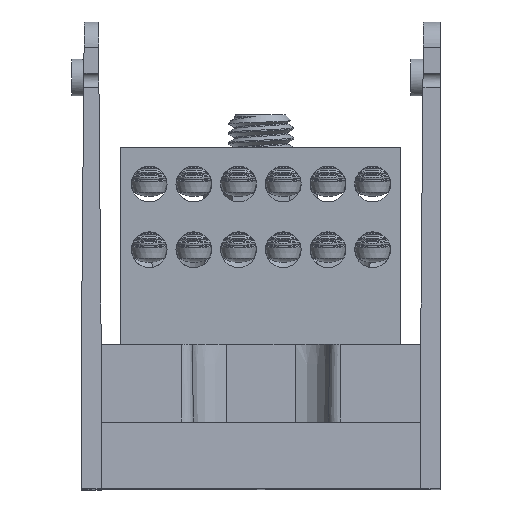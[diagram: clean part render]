
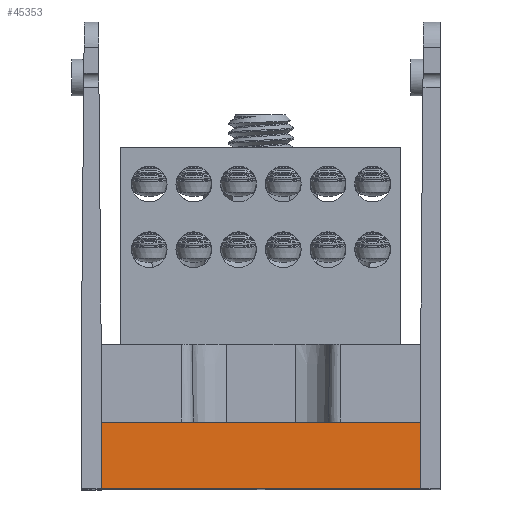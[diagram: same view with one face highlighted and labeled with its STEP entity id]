
A CAD part, top view. The second image highlights one B-rep face of the part: STEP entity #45353.
In plain terms, the highlighted planar face has unit normal (0, 0.035, 0.999).
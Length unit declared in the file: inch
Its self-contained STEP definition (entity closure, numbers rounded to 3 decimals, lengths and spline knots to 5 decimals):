
#67 = VERTEX_POINT ( 'NONE', #37251 ) ;
#428 = VECTOR ( 'NONE', #7154, 39.37008 ) ;
#3389 = CARTESIAN_POINT ( 'NONE',  ( -1.215, -1.85, 3. ) ) ;
#4041 = DIRECTION ( 'NONE',  ( 0., -0.999, 0.035 ) ) ;
#7154 = DIRECTION ( 'NONE',  ( 0., -0.999, 0.035 ) ) ;
#7281 = LINE ( 'NONE', #26907, #63708 ) ;
#8826 = DIRECTION ( 'NONE',  ( 0., -0.999, 0.035 ) ) ;
#17394 = CARTESIAN_POINT ( 'NONE',  ( 1.215, -1.85, 3. ) ) ;
#17999 = EDGE_LOOP ( 'NONE', ( #25169, #61217, #24447, #64221 ) ) ;
#19031 = PLANE ( 'NONE',  #52027 ) ;
#22037 = LINE ( 'NONE', #59054, #51314 ) ;
#22641 = CARTESIAN_POINT ( 'NONE',  ( 1.215, -1.35, 2.98254 ) ) ;
#24447 = ORIENTED_EDGE ( 'NONE', *, *, #46562, .T. ) ;
#25169 = ORIENTED_EDGE ( 'NONE', *, *, #41407, .F. ) ;
#26096 = DIRECTION ( 'NONE',  ( 1., 0., 0. ) ) ;
#26343 = VERTEX_POINT ( 'NONE', #17394 ) ;
#26907 = CARTESIAN_POINT ( 'NONE',  ( -1.215, -1.85, 3. ) ) ;
#31483 = CARTESIAN_POINT ( 'NONE',  ( -1.215, -1.85, 3. ) ) ;
#32054 = LINE ( 'NONE', #31483, #70821 ) ;
#35914 = EDGE_CURVE ( 'NONE', #67, #26343, #7281, .T. ) ;
#37251 = CARTESIAN_POINT ( 'NONE',  ( -1.215, -1.85, 3. ) ) ;
#38119 = DIRECTION ( 'NONE',  ( 1., 0., 0. ) ) ;
#40074 = CARTESIAN_POINT ( 'NONE',  ( 1.215, -1.85, 3. ) ) ;
#41407 = EDGE_CURVE ( 'NONE', #55427, #26343, #46518, .T. ) ;
#41814 = DIRECTION ( 'NONE',  ( 0., 0.035, 0.999 ) ) ;
#41884 = VERTEX_POINT ( 'NONE', #48205 ) ;
#45353 = ADVANCED_FACE ( 'NONE', ( #53395 ), #19031, .T. ) ;
#46518 = LINE ( 'NONE', #40074, #428 ) ;
#46562 = EDGE_CURVE ( 'NONE', #41884, #67, #32054, .T. ) ;
#48205 = CARTESIAN_POINT ( 'NONE',  ( -1.215, -1.35, 2.98254 ) ) ;
#51314 = VECTOR ( 'NONE', #26096, 39.37008 ) ;
#52027 = AXIS2_PLACEMENT_3D ( 'NONE', #3389, #41814, #8826 ) ;
#53395 = FACE_OUTER_BOUND ( 'NONE', #17999, .T. ) ;
#55427 = VERTEX_POINT ( 'NONE', #22641 ) ;
#59054 = CARTESIAN_POINT ( 'NONE',  ( -1.215, -1.35, 2.98254 ) ) ;
#61217 = ORIENTED_EDGE ( 'NONE', *, *, #65236, .F. ) ;
#63708 = VECTOR ( 'NONE', #38119, 39.37008 ) ;
#64221 = ORIENTED_EDGE ( 'NONE', *, *, #35914, .T. ) ;
#65236 = EDGE_CURVE ( 'NONE', #41884, #55427, #22037, .T. ) ;
#70821 = VECTOR ( 'NONE', #4041, 39.37008 ) ;
